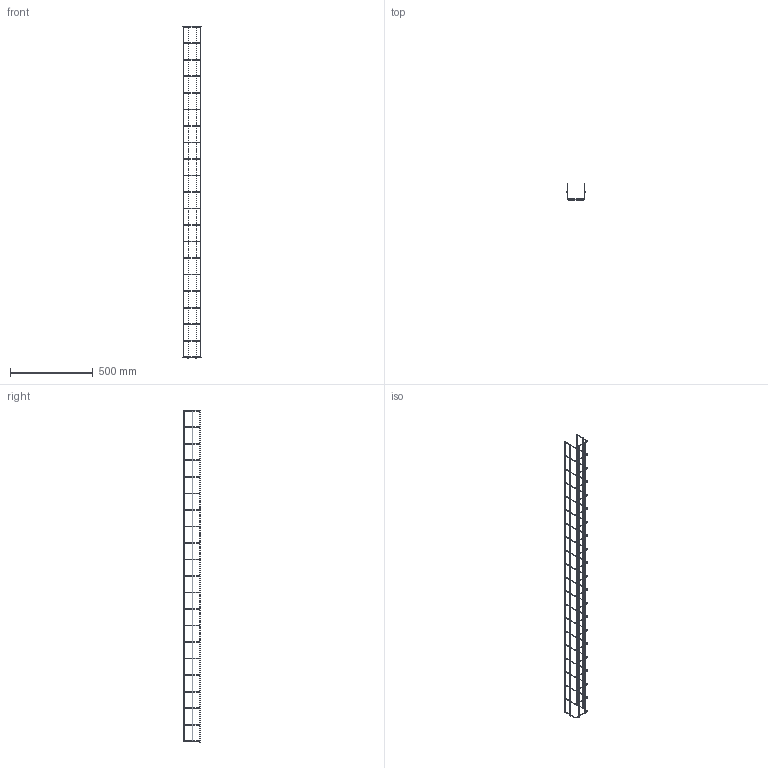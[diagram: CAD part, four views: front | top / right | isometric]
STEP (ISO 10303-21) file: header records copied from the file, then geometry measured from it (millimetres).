
FILE_DESCRIPTION (( 'STEP AP203' ), '1' );
FILE_NAME ('NE-30-100-100-2-38-EZ NESTA Ëîòîê ïðîâîëî÷íûé 100õ100õ2000-3,8 EZ IEK.STEP', '2022-11-11T12:45:28', ( '' ), ( '' ), 'SwSTEP 2.0', 'SolidWorks 2022', '' );
FILE_SCHEMA (( 'CONFIG_CONTROL_DESIGN' ));
Length unit declared in the file: millimetre
Products named in the file (1): NE-30-100-100-2-38-EZ NESTA Лоток проволочный 100х100х2000-3,8 EZ IEK
Bounding box: 113.72 x 99.98 x 2008.8 mm (x, y, z)
Volume: 203421.1 mm3; surface area: 214739.9 mm2
Topology: 27 solids, 27 shells, 480 faces, 942 edges, 516 vertices
Faces by surface type: cylinder 258, torus 168, plane 54
Full cylindrical faces by diameter (mm): 3.8 x6
Entity records: 12257 total; most frequent: DIRECTION 2582, CARTESIAN_POINT 1933, ORIENTED_EDGE 1872, AXIS2_PLACEMENT_3D 1165, EDGE_CURVE 936, CIRCLE 684, VERTEX_POINT 516, FACE_OUTER_BOUND 486
